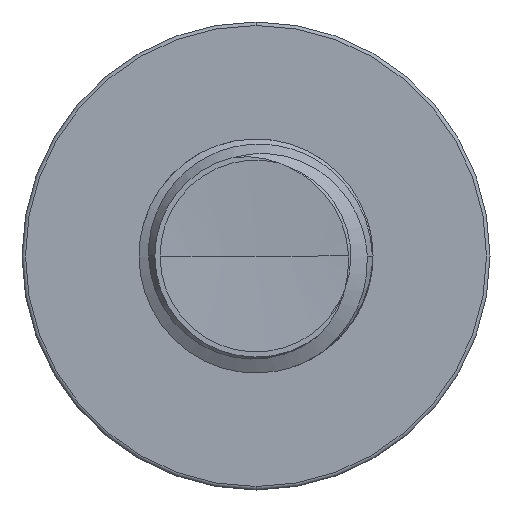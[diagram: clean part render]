
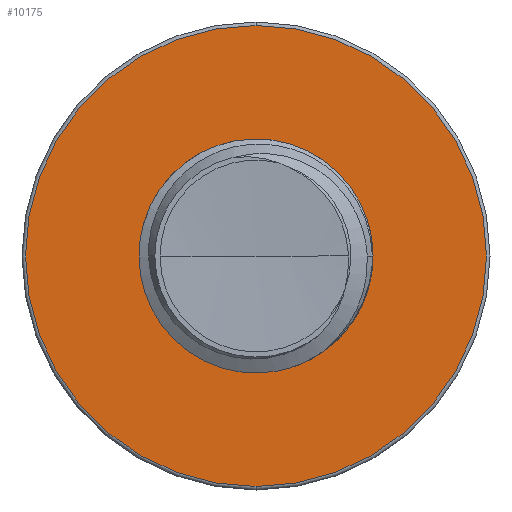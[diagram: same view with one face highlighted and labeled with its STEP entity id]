
A CAD part, front view. The second image highlights one B-rep face of the part: STEP entity #10175.
In plain terms, the highlighted planar face has unit normal (0, -1, 0).
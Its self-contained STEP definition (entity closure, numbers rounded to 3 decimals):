
#450 = VERTEX_POINT ( 'NONE', #7724 ) ;
#750 = ORIENTED_EDGE ( 'NONE', *, *, #3225, .T. ) ;
#997 = VERTEX_POINT ( 'NONE', #6657 ) ;
#2355 = DIRECTION ( 'NONE',  ( 0., 0., -1. ) ) ;
#2364 = DIRECTION ( 'NONE',  ( 0., -1., 0. ) ) ;
#2385 = PLANE ( 'NONE',  #4212 ) ;
#2421 = CARTESIAN_POINT ( 'NONE',  ( 0., 3., 1.971 ) ) ;
#2472 = AXIS2_PLACEMENT_3D ( 'NONE', #5665, #5654, #10493 ) ;
#2864 = EDGE_CURVE ( 'NONE', #997, #9792, #10417, .T. ) ;
#3129 = EDGE_CURVE ( 'NONE', #450, #11664, #7853, .T. ) ;
#3225 = EDGE_CURVE ( 'NONE', #11664, #450, #7535, .T. ) ;
#3993 = ORIENTED_EDGE ( 'NONE', *, *, #2864, .F. ) ;
#4212 = AXIS2_PLACEMENT_3D ( 'NONE', #2421, #2364, #2355 ) ;
#4319 = FACE_OUTER_BOUND ( 'NONE', #9152, .T. ) ;
#4413 = CARTESIAN_POINT ( 'NONE',  ( 0., 3., 3.94 ) ) ;
#5654 = DIRECTION ( 'NONE',  ( 0., -1., 0. ) ) ;
#5665 = CARTESIAN_POINT ( 'NONE',  ( 0., 3., 0. ) ) ;
#6302 = ORIENTED_EDGE ( 'NONE', *, *, #9876, .F. ) ;
#6657 = CARTESIAN_POINT ( 'NONE',  ( 0., 3., 1.971 ) ) ;
#6769 = DIRECTION ( 'NONE',  ( 0., 0., -1. ) ) ;
#7367 = CIRCLE ( 'NONE', #11487, 1.971 ) ;
#7535 = CIRCLE ( 'NONE', #10805, 3.94 ) ;
#7724 = CARTESIAN_POINT ( 'NONE',  ( 0., 3., -3.94 ) ) ;
#7853 = CIRCLE ( 'NONE', #10361, 3.94 ) ;
#9145 = ORIENTED_EDGE ( 'NONE', *, *, #3129, .T. ) ;
#9152 = EDGE_LOOP ( 'NONE', ( #9145, #750 ) ) ;
#9358 = FACE_BOUND ( 'NONE', #10786, .T. ) ;
#9500 = DIRECTION ( 'NONE',  ( 0., -1., 0. ) ) ;
#9513 = CARTESIAN_POINT ( 'NONE',  ( 0., 3., 0. ) ) ;
#9792 = VERTEX_POINT ( 'NONE', #11614 ) ;
#9876 = EDGE_CURVE ( 'NONE', #9792, #997, #7367, .T. ) ;
#9973 = DIRECTION ( 'NONE',  ( 0., 0., -1. ) ) ;
#9975 = DIRECTION ( 'NONE',  ( 0., -1., 0. ) ) ;
#9986 = CARTESIAN_POINT ( 'NONE',  ( 0., 3., 0. ) ) ;
#10175 = ADVANCED_FACE ( 'NONE', ( #4319, #9358 ), #2385, .T. ) ;
#10361 = AXIS2_PLACEMENT_3D ( 'NONE', #9986, #9975, #9973 ) ;
#10417 = CIRCLE ( 'NONE', #2472, 1.971 ) ;
#10493 = DIRECTION ( 'NONE',  ( 0., 0., -1. ) ) ;
#10786 = EDGE_LOOP ( 'NONE', ( #6302, #3993 ) ) ;
#10805 = AXIS2_PLACEMENT_3D ( 'NONE', #9513, #9500, #6769 ) ;
#11464 = DIRECTION ( 'NONE',  ( 0., 0., -1. ) ) ;
#11467 = DIRECTION ( 'NONE',  ( 0., -1., 0. ) ) ;
#11477 = CARTESIAN_POINT ( 'NONE',  ( 0., 3., 0. ) ) ;
#11487 = AXIS2_PLACEMENT_3D ( 'NONE', #11477, #11467, #11464 ) ;
#11614 = CARTESIAN_POINT ( 'NONE',  ( 0., 3., -1.971 ) ) ;
#11664 = VERTEX_POINT ( 'NONE', #4413 ) ;
